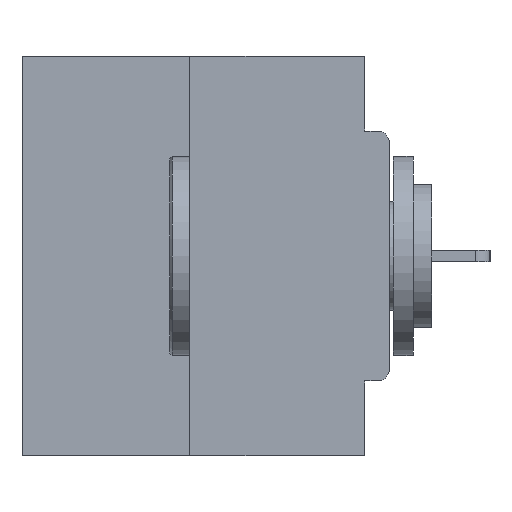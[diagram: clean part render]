
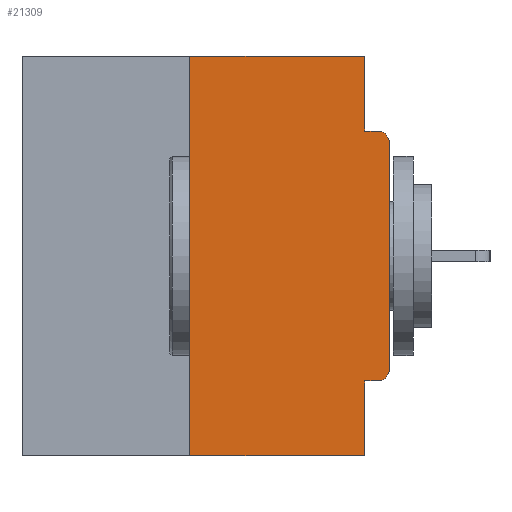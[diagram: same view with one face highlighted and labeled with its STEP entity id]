
A CAD part, left-side view. The second image highlights one B-rep face of the part: STEP entity #21309.
In plain terms, the highlighted planar face has unit normal (-1, 0, 0).
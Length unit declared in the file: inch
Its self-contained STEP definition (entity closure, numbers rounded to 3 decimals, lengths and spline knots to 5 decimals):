
#109 = ORIENTED_EDGE ( 'NONE', *, *, #10260, .F. ) ;
#120 = ORIENTED_EDGE ( 'NONE', *, *, #25896, .T. ) ;
#168 = AXIS2_PLACEMENT_3D ( 'NONE', #18164, #18073, #4382 ) ;
#1074 = ORIENTED_EDGE ( 'NONE', *, *, #12779, .T. ) ;
#1325 = EDGE_CURVE ( 'NONE', #19717, #11029, #6768, .T. ) ;
#1408 = VERTEX_POINT ( 'NONE', #26013 ) ;
#1762 = LINE ( 'NONE', #11387, #15421 ) ;
#2508 = DIRECTION ( 'NONE',  ( 0., -1., 0. ) ) ;
#2833 = VERTEX_POINT ( 'NONE', #21964 ) ;
#2856 = CARTESIAN_POINT ( 'NONE',  ( 0., 0.031, 0. ) ) ;
#3083 = FACE_OUTER_BOUND ( 'NONE', #15741, .T. ) ;
#3875 = CARTESIAN_POINT ( 'NONE',  ( 0., 0.031, 0. ) ) ;
#3966 = DIRECTION ( 'NONE',  ( 0., -1., 0. ) ) ;
#4382 = DIRECTION ( 'NONE',  ( 0., 0., -1. ) ) ;
#5442 = CARTESIAN_POINT ( 'NONE',  ( 0., 0.015, -0.0935 ) ) ;
#6282 = CARTESIAN_POINT ( 'NONE',  ( 0., 0.46, 0. ) ) ;
#6574 = VERTEX_POINT ( 'NONE', #3875 ) ;
#6768 = LINE ( 'NONE', #24386, #11458 ) ;
#6913 = VERTEX_POINT ( 'NONE', #23426 ) ;
#7112 = CARTESIAN_POINT ( 'NONE',  ( 0., 0., -0.0935 ) ) ;
#7394 = EDGE_CURVE ( 'NONE', #11029, #6574, #23071, .T. ) ;
#9079 = DIRECTION ( 'NONE',  ( 0., 1., 0. ) ) ;
#9146 = VERTEX_POINT ( 'NONE', #12930 ) ;
#9361 = CIRCLE ( 'NONE', #22727, 0.015 ) ;
#9617 = DIRECTION ( 'NONE',  ( 0., -1., 0. ) ) ;
#9874 = DIRECTION ( 'NONE',  ( 0., 0., 1. ) ) ;
#10124 = EDGE_CURVE ( 'NONE', #14963, #22615, #29451, .T. ) ;
#10260 = EDGE_CURVE ( 'NONE', #6574, #2833, #23308, .T. ) ;
#10404 = VECTOR ( 'NONE', #23587, 39.37008 ) ;
#10993 = ORIENTED_EDGE ( 'NONE', *, *, #7394, .F. ) ;
#11029 = VERTEX_POINT ( 'NONE', #23767 ) ;
#11078 = LINE ( 'NONE', #23361, #28272 ) ;
#11387 = CARTESIAN_POINT ( 'NONE',  ( 0., 0., 0. ) ) ;
#11458 = VECTOR ( 'NONE', #9874, 39.37008 ) ;
#11801 = VERTEX_POINT ( 'NONE', #24138 ) ;
#11812 = CARTESIAN_POINT ( 'NONE',  ( 0., 0.031, -0.5 ) ) ;
#12420 = PLANE ( 'NONE',  #17384 ) ;
#12779 = EDGE_CURVE ( 'NONE', #11801, #1408, #9361, .T. ) ;
#12930 = CARTESIAN_POINT ( 'NONE',  ( 0., 0.031, -0.4065 ) ) ;
#13586 = DIRECTION ( 'NONE',  ( 0., 0., -1. ) ) ;
#13801 = ORIENTED_EDGE ( 'NONE', *, *, #20989, .F. ) ;
#13884 = EDGE_CURVE ( 'NONE', #1408, #14963, #1762, .T. ) ;
#14963 = VERTEX_POINT ( 'NONE', #24639 ) ;
#15421 = VECTOR ( 'NONE', #25397, 39.37008 ) ;
#15476 = LINE ( 'NONE', #22799, #21892 ) ;
#15741 = EDGE_LOOP ( 'NONE', ( #10993, #26692, #120, #13801, #23444, #1074, #17551, #25807, #24897, #109 ) ) ;
#16027 = LINE ( 'NONE', #11812, #20666 ) ;
#17384 = AXIS2_PLACEMENT_3D ( 'NONE', #24209, #19169, #23816 ) ;
#17551 = ORIENTED_EDGE ( 'NONE', *, *, #13884, .T. ) ;
#17628 = VECTOR ( 'NONE', #3966, 39.37008 ) ;
#18073 = DIRECTION ( 'NONE',  ( -1., 0., 0. ) ) ;
#18164 = CARTESIAN_POINT ( 'NONE',  ( 0., 0.015, -0.1085 ) ) ;
#19169 = DIRECTION ( 'NONE',  ( 1., 0., 0. ) ) ;
#19717 = VERTEX_POINT ( 'NONE', #27458 ) ;
#20514 = VECTOR ( 'NONE', #2508, 39.37008 ) ;
#20666 = VECTOR ( 'NONE', #24811, 39.37008 ) ;
#20989 = EDGE_CURVE ( 'NONE', #9146, #6913, #16027, .T. ) ;
#21309 = ADVANCED_FACE ( 'NONE', ( #3083 ), #12420, .F. ) ;
#21892 = VECTOR ( 'NONE', #9079, 39.37008 ) ;
#21964 = CARTESIAN_POINT ( 'NONE',  ( 0., 0.031, -0.0935 ) ) ;
#22615 = VERTEX_POINT ( 'NONE', #5442 ) ;
#22727 = AXIS2_PLACEMENT_3D ( 'NONE', #29528, #27334, #13586 ) ;
#22799 = CARTESIAN_POINT ( 'NONE',  ( 0., 0., -0.4065 ) ) ;
#23071 = LINE ( 'NONE', #6282, #17628 ) ;
#23308 = LINE ( 'NONE', #2856, #10404 ) ;
#23361 = CARTESIAN_POINT ( 'NONE',  ( 0., 0.46, -0.5 ) ) ;
#23426 = CARTESIAN_POINT ( 'NONE',  ( 0., 0.031, -0.5 ) ) ;
#23444 = ORIENTED_EDGE ( 'NONE', *, *, #24888, .F. ) ;
#23587 = DIRECTION ( 'NONE',  ( 0., 0., -1. ) ) ;
#23767 = CARTESIAN_POINT ( 'NONE',  ( 0., 0.25, 0. ) ) ;
#23816 = DIRECTION ( 'NONE',  ( 0., 0., -1. ) ) ;
#24138 = CARTESIAN_POINT ( 'NONE',  ( 0., 0.015, -0.4065 ) ) ;
#24209 = CARTESIAN_POINT ( 'NONE',  ( 0., 0.46, 0. ) ) ;
#24386 = CARTESIAN_POINT ( 'NONE',  ( 0., 0.25, 0. ) ) ;
#24467 = LINE ( 'NONE', #7112, #20514 ) ;
#24639 = CARTESIAN_POINT ( 'NONE',  ( 0., 0., -0.1085 ) ) ;
#24811 = DIRECTION ( 'NONE',  ( 0., 0., -1. ) ) ;
#24888 = EDGE_CURVE ( 'NONE', #11801, #9146, #15476, .T. ) ;
#24897 = ORIENTED_EDGE ( 'NONE', *, *, #29733, .F. ) ;
#25397 = DIRECTION ( 'NONE',  ( 0., 0., 1. ) ) ;
#25807 = ORIENTED_EDGE ( 'NONE', *, *, #10124, .T. ) ;
#25896 = EDGE_CURVE ( 'NONE', #19717, #6913, #11078, .T. ) ;
#26013 = CARTESIAN_POINT ( 'NONE',  ( 0., 0., -0.3915 ) ) ;
#26692 = ORIENTED_EDGE ( 'NONE', *, *, #1325, .F. ) ;
#27334 = DIRECTION ( 'NONE',  ( -1., 0., 0. ) ) ;
#27458 = CARTESIAN_POINT ( 'NONE',  ( 0., 0.25, -0.5 ) ) ;
#28272 = VECTOR ( 'NONE', #9617, 39.37008 ) ;
#29451 = CIRCLE ( 'NONE', #168, 0.015 ) ;
#29528 = CARTESIAN_POINT ( 'NONE',  ( 0., 0.015, -0.3915 ) ) ;
#29733 = EDGE_CURVE ( 'NONE', #2833, #22615, #24467, .T. ) ;
